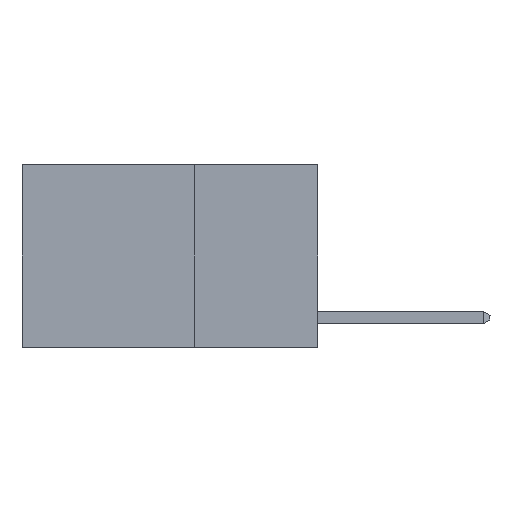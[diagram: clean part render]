
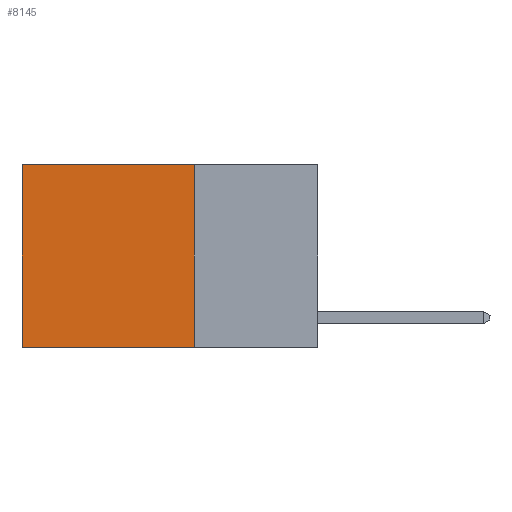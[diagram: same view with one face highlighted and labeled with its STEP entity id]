
A CAD part, left-side view. The second image highlights one B-rep face of the part: STEP entity #8145.
In plain terms, the highlighted planar face has unit normal (-1, 0, 0).
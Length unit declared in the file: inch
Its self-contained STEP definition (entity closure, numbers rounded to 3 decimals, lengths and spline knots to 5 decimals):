
#130 = CARTESIAN_POINT ( 'NONE',  ( 0.2625, 0.6, 0. ) ) ;
#570 = DIRECTION ( 'NONE',  ( 0., 0., -1. ) ) ;
#761 = EDGE_CURVE ( 'NONE', #12996, #2070, #23300, .T. ) ;
#1764 = DIRECTION ( 'NONE',  ( 0., 1., 0. ) ) ;
#2070 = VERTEX_POINT ( 'NONE', #8903 ) ;
#2315 = CARTESIAN_POINT ( 'NONE',  ( 0.2625, 0.25, -0.37 ) ) ;
#3147 = CARTESIAN_POINT ( 'NONE',  ( 0.2625, 0.25, 0. ) ) ;
#4034 = LINE ( 'NONE', #19735, #26619 ) ;
#4297 = PLANE ( 'NONE',  #20925 ) ;
#6013 = CARTESIAN_POINT ( 'NONE',  ( 0.2625, 0.25, 0. ) ) ;
#8145 = ADVANCED_FACE ( 'NONE', ( #14931 ), #4297, .F. ) ;
#8643 = EDGE_CURVE ( 'NONE', #19161, #24970, #21680, .T. ) ;
#8903 = CARTESIAN_POINT ( 'NONE',  ( 0.2625, 0.6, -0.37 ) ) ;
#9446 = ORIENTED_EDGE ( 'NONE', *, *, #11301, .T. ) ;
#9522 = ORIENTED_EDGE ( 'NONE', *, *, #8643, .F. ) ;
#10404 = DIRECTION ( 'NONE',  ( 1., 0., 0. ) ) ;
#10562 = DIRECTION ( 'NONE',  ( 0., 0., -1. ) ) ;
#10624 = ORIENTED_EDGE ( 'NONE', *, *, #761, .T. ) ;
#11301 = EDGE_CURVE ( 'NONE', #19161, #12996, #4034, .T. ) ;
#12256 = LINE ( 'NONE', #20753, #16405 ) ;
#12996 = VERTEX_POINT ( 'NONE', #130 ) ;
#13719 = EDGE_CURVE ( 'NONE', #24970, #2070, #12256, .T. ) ;
#14931 = FACE_OUTER_BOUND ( 'NONE', #25482, .T. ) ;
#16405 = VECTOR ( 'NONE', #1764, 39.37008 ) ;
#16905 = DIRECTION ( 'NONE',  ( 0., 0., -1. ) ) ;
#19161 = VERTEX_POINT ( 'NONE', #3147 ) ;
#19595 = DIRECTION ( 'NONE',  ( 0., 1., 0. ) ) ;
#19735 = CARTESIAN_POINT ( 'NONE',  ( 0.2625, 0.25, 0. ) ) ;
#20753 = CARTESIAN_POINT ( 'NONE',  ( 0.2625, 0.25, -0.37 ) ) ;
#20925 = AXIS2_PLACEMENT_3D ( 'NONE', #6013, #10404, #16905 ) ;
#21308 = CARTESIAN_POINT ( 'NONE',  ( 0.2625, 0.6, 0. ) ) ;
#21680 = LINE ( 'NONE', #21958, #24824 ) ;
#21958 = CARTESIAN_POINT ( 'NONE',  ( 0.2625, 0.25, 0. ) ) ;
#22276 = ORIENTED_EDGE ( 'NONE', *, *, #13719, .F. ) ;
#22767 = VECTOR ( 'NONE', #10562, 39.37008 ) ;
#23300 = LINE ( 'NONE', #21308, #22767 ) ;
#24824 = VECTOR ( 'NONE', #570, 39.37008 ) ;
#24970 = VERTEX_POINT ( 'NONE', #2315 ) ;
#25482 = EDGE_LOOP ( 'NONE', ( #10624, #22276, #9522, #9446 ) ) ;
#26619 = VECTOR ( 'NONE', #19595, 39.37008 ) ;
